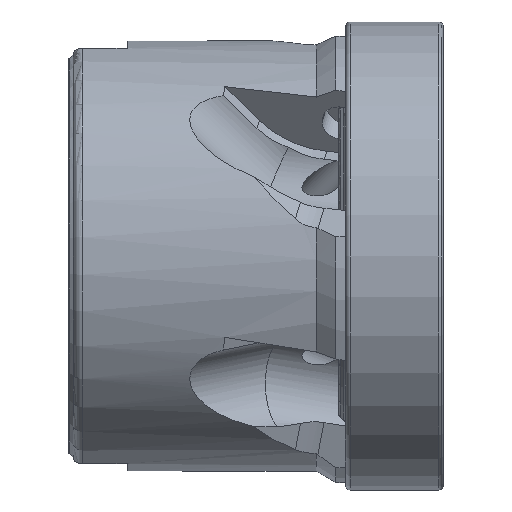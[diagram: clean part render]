
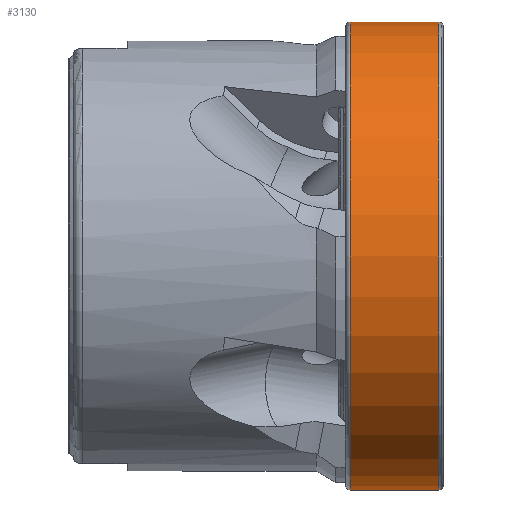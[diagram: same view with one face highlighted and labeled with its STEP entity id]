
A CAD part, front view. The second image highlights one B-rep face of the part: STEP entity #3130.
In plain terms, the highlighted cylindrical face has radius 24.981 mm (diameter 49.962 mm), a full revolution.
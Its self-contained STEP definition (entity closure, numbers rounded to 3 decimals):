
#268 = AXIS2_PLACEMENT_3D ( 'NONE', #6640, #7155, #5134 ) ;
#314 = FACE_OUTER_BOUND ( 'NONE', #2737, .T. ) ;
#774 = EDGE_CURVE ( 'NONE', #6184, #6184, #8062, .T. ) ;
#1582 = VERTEX_POINT ( 'NONE', #3930 ) ;
#1859 = CARTESIAN_POINT ( 'NONE',  ( -9.447, 0., 0. ) ) ;
#2157 = CIRCLE ( 'NONE', #6987, 24.981 ) ;
#2340 = DIRECTION ( 'NONE',  ( 1., 0., 0. ) ) ;
#2737 = EDGE_LOOP ( 'NONE', ( #7884 ) ) ;
#3130 = ADVANCED_FACE ( 'NONE', ( #314, #3154 ), #5994, .T. ) ;
#3154 = FACE_OUTER_BOUND ( 'NONE', #7554, .T. ) ;
#3894 = DIRECTION ( 'NONE',  ( 1., 0., 0. ) ) ;
#3930 = CARTESIAN_POINT ( 'NONE',  ( -0.012, 24.981, 0. ) ) ;
#5134 = DIRECTION ( 'NONE',  ( 0., 1., 0. ) ) ;
#5290 = CARTESIAN_POINT ( 'NONE',  ( -9.447, 24.981, 0. ) ) ;
#5994 = CYLINDRICAL_SURFACE ( 'NONE', #268, 24.981 ) ;
#6184 = VERTEX_POINT ( 'NONE', #5290 ) ;
#6503 = CARTESIAN_POINT ( 'NONE',  ( -0.012, 0., 0. ) ) ;
#6640 = CARTESIAN_POINT ( 'NONE',  ( 7.255, 0., 0. ) ) ;
#6987 = AXIS2_PLACEMENT_3D ( 'NONE', #6503, #2340, #7197 ) ;
#7011 = AXIS2_PLACEMENT_3D ( 'NONE', #1859, #3894, #7413 ) ;
#7155 = DIRECTION ( 'NONE',  ( 1., 0., 0. ) ) ;
#7197 = DIRECTION ( 'NONE',  ( 0., 1., 0. ) ) ;
#7332 = ORIENTED_EDGE ( 'NONE', *, *, #8889, .F. ) ;
#7413 = DIRECTION ( 'NONE',  ( 0., 1., 0. ) ) ;
#7554 = EDGE_LOOP ( 'NONE', ( #7332 ) ) ;
#7884 = ORIENTED_EDGE ( 'NONE', *, *, #774, .T. ) ;
#8062 = CIRCLE ( 'NONE', #7011, 24.981 ) ;
#8889 = EDGE_CURVE ( 'NONE', #1582, #1582, #2157, .T. ) ;
